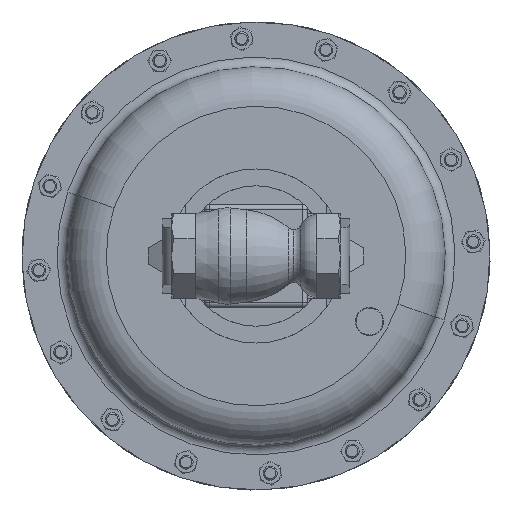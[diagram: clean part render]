
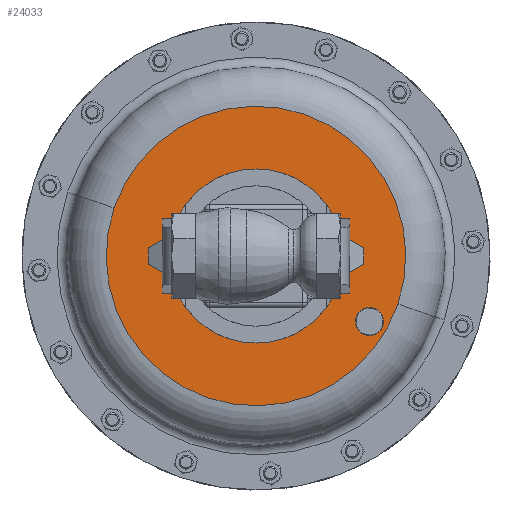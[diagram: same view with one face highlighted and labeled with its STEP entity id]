
A CAD part, front view. The second image highlights one B-rep face of the part: STEP entity #24033.
In plain terms, the highlighted planar face has unit normal (0, -1, 0).
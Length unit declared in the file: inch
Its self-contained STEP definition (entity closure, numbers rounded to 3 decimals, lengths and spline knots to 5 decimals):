
#349 = CARTESIAN_POINT ( 'NONE',  ( 3.03109, 7.835, -1.75 ) ) ;
#1179 = VERTEX_POINT ( 'NONE', #19744 ) ;
#1675 = EDGE_CURVE ( 'NONE', #10493, #16192, #22577, .T. ) ;
#2876 = EDGE_LOOP ( 'NONE', ( #31348, #19087 ) ) ;
#2917 = DIRECTION ( 'NONE',  ( 0.947, 0., -0.321 ) ) ;
#3988 = DIRECTION ( 'NONE',  ( 0., -1., 0. ) ) ;
#4936 = FACE_OUTER_BOUND ( 'NONE', #23541, .T. ) ;
#6818 = CARTESIAN_POINT ( 'NONE',  ( 0., 7.835, 0. ) ) ;
#9089 = CIRCLE ( 'NONE', #12460, 2.325 ) ;
#9128 = ORIENTED_EDGE ( 'NONE', *, *, #10777, .T. ) ;
#9411 = DIRECTION ( 'NONE',  ( 0., 0., -1. ) ) ;
#9635 = AXIS2_PLACEMENT_3D ( 'NONE', #27844, #12648, #30422 ) ;
#10244 = CARTESIAN_POINT ( 'NONE',  ( 3.03109, 7.835, -1.75 ) ) ;
#10493 = VERTEX_POINT ( 'NONE', #25103 ) ;
#10777 = EDGE_CURVE ( 'NONE', #28155, #19641, #20503, .T. ) ;
#11285 = EDGE_LOOP ( 'NONE', ( #27438, #9128 ) ) ;
#11477 = CARTESIAN_POINT ( 'NONE',  ( 0., 7.835, 0. ) ) ;
#11716 = FACE_BOUND ( 'NONE', #2876, .T. ) ;
#12006 = AXIS2_PLACEMENT_3D ( 'NONE', #19240, #3988, #21792 ) ;
#12460 = AXIS2_PLACEMENT_3D ( 'NONE', #6818, #24579, #9411 ) ;
#12648 = DIRECTION ( 'NONE',  ( 0., 1., 0. ) ) ;
#12806 = DIRECTION ( 'NONE',  ( 0.947, 0., -0.321 ) ) ;
#13404 = EDGE_CURVE ( 'NONE', #19641, #28155, #26384, .T. ) ;
#14033 = DIRECTION ( 'NONE',  ( 0.947, 0., -0.321 ) ) ;
#14855 = DIRECTION ( 'NONE',  ( -0.947, 0., 0.321 ) ) ;
#15101 = AXIS2_PLACEMENT_3D ( 'NONE', #24931, #30059, #14855 ) ;
#16192 = VERTEX_POINT ( 'NONE', #18463 ) ;
#16389 = AXIS2_PLACEMENT_3D ( 'NONE', #349, #18148, #2917 ) ;
#16655 = CIRCLE ( 'NONE', #12006, 2.325 ) ;
#17273 = PLANE ( 'NONE',  #15101 ) ;
#18148 = DIRECTION ( 'NONE',  ( 0., 1., 0. ) ) ;
#18463 = CARTESIAN_POINT ( 'NONE',  ( 3.78772, 7.835, -1.28576 ) ) ;
#18732 = CARTESIAN_POINT ( 'NONE',  ( 2.67599, 7.835, -1.62946 ) ) ;
#19087 = ORIENTED_EDGE ( 'NONE', *, *, #20519, .F. ) ;
#19240 = CARTESIAN_POINT ( 'NONE',  ( 0., 7.835, 0. ) ) ;
#19641 = VERTEX_POINT ( 'NONE', #20937 ) ;
#19744 = CARTESIAN_POINT ( 'NONE',  ( 0., 7.835, 2.325 ) ) ;
#19800 = EDGE_CURVE ( 'NONE', #31868, #1179, #16655, .T. ) ;
#20503 = CIRCLE ( 'NONE', #24385, 0.375 ) ;
#20519 = EDGE_CURVE ( 'NONE', #1179, #31868, #9089, .T. ) ;
#20846 = ORIENTED_EDGE ( 'NONE', *, *, #27267, .F. ) ;
#20937 = CARTESIAN_POINT ( 'NONE',  ( 3.38619, 7.835, -1.87054 ) ) ;
#21792 = DIRECTION ( 'NONE',  ( 0., 0., -1. ) ) ;
#22109 = CIRCLE ( 'NONE', #9635, 4. ) ;
#22577 = CIRCLE ( 'NONE', #23053, 4. ) ;
#23053 = AXIS2_PLACEMENT_3D ( 'NONE', #11477, #29227, #14033 ) ;
#23541 = EDGE_LOOP ( 'NONE', ( #20846, #27519 ) ) ;
#24033 = ADVANCED_FACE ( 'NONE', ( #11716, #4936, #30408 ), #17273, .T. ) ;
#24385 = AXIS2_PLACEMENT_3D ( 'NONE', #10244, #28011, #12806 ) ;
#24558 = CARTESIAN_POINT ( 'NONE',  ( 0., 7.835, -2.325 ) ) ;
#24579 = DIRECTION ( 'NONE',  ( 0., -1., 0. ) ) ;
#24931 = CARTESIAN_POINT ( 'NONE',  ( -1.28576, 7.835, -3.78772 ) ) ;
#25103 = CARTESIAN_POINT ( 'NONE',  ( -3.78772, 7.835, 1.28576 ) ) ;
#26384 = CIRCLE ( 'NONE', #16389, 0.375 ) ;
#27267 = EDGE_CURVE ( 'NONE', #16192, #10493, #22109, .T. ) ;
#27438 = ORIENTED_EDGE ( 'NONE', *, *, #13404, .T. ) ;
#27519 = ORIENTED_EDGE ( 'NONE', *, *, #1675, .F. ) ;
#27844 = CARTESIAN_POINT ( 'NONE',  ( 0., 7.835, 0. ) ) ;
#28011 = DIRECTION ( 'NONE',  ( 0., 1., 0. ) ) ;
#28155 = VERTEX_POINT ( 'NONE', #18732 ) ;
#29227 = DIRECTION ( 'NONE',  ( 0., 1., 0. ) ) ;
#30059 = DIRECTION ( 'NONE',  ( 0., -1., 0. ) ) ;
#30408 = FACE_BOUND ( 'NONE', #11285, .T. ) ;
#30422 = DIRECTION ( 'NONE',  ( 0.947, 0., -0.321 ) ) ;
#31348 = ORIENTED_EDGE ( 'NONE', *, *, #19800, .F. ) ;
#31868 = VERTEX_POINT ( 'NONE', #24558 ) ;
